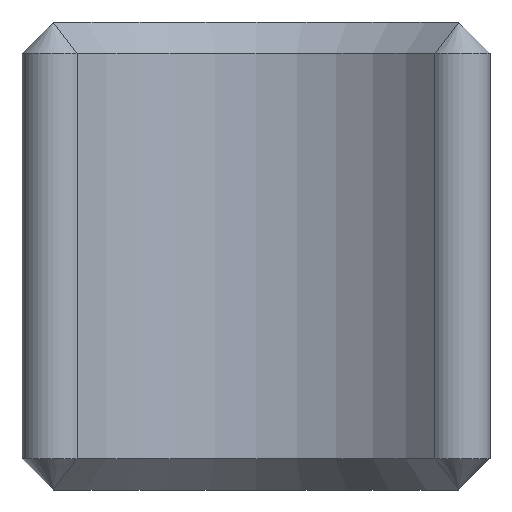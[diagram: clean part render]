
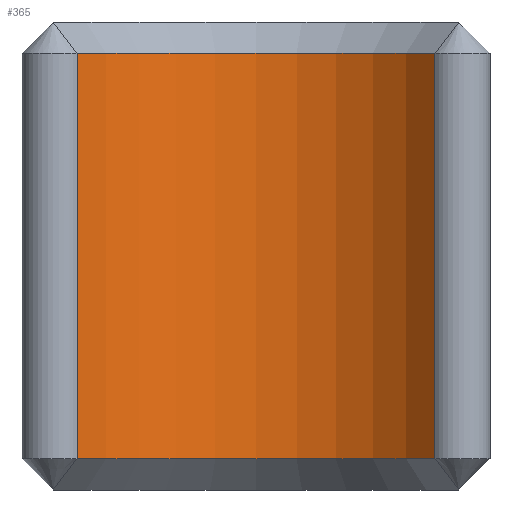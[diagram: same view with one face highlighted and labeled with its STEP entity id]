
A CAD part, left-side view. The second image highlights one B-rep face of the part: STEP entity #365.
In plain terms, the highlighted cylindrical face has radius 15 mm (diameter 30 mm), a partial arc.
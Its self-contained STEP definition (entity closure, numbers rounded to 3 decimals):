
#20=CYLINDRICAL_SURFACE('',#421,15.);
#53=FACE_OUTER_BOUND('',#79,.T.);
#79=EDGE_LOOP('',(#321,#322,#323,#324));
#82=CIRCLE('',#383,15.);
#93=CIRCLE('',#408,15.);
#126=LINE('',#633,#158);
#128=LINE('',#637,#160);
#158=VECTOR('',#530,10.);
#160=VECTOR('',#536,10.);
#161=VERTEX_POINT('',#543);
#164=VERTEX_POINT('',#548);
#181=VERTEX_POINT('',#610);
#183=VERTEX_POINT('',#614);
#188=EDGE_CURVE('',#164,#161,#82,.T.);
#221=EDGE_CURVE('',#183,#181,#93,.T.);
#230=EDGE_CURVE('',#161,#183,#126,.T.);
#232=EDGE_CURVE('',#181,#164,#128,.T.);
#321=ORIENTED_EDGE('',*,*,#188,.F.);
#322=ORIENTED_EDGE('',*,*,#232,.F.);
#323=ORIENTED_EDGE('',*,*,#221,.F.);
#324=ORIENTED_EDGE('',*,*,#230,.F.);
#365=ADVANCED_FACE('',(#53),#20,.F.);
#383=AXIS2_PLACEMENT_3D('',#550,#431,#432);
#408=AXIS2_PLACEMENT_3D('',#616,#503,#504);
#421=AXIS2_PLACEMENT_3D('',#638,#537,#538);
#431=DIRECTION('center_axis',(0.,0.,1.));
#432=DIRECTION('ref_axis',(1.,0.,0.));
#503=DIRECTION('center_axis',(0.,0.,-1.));
#504=DIRECTION('ref_axis',(1.,0.,0.));
#530=DIRECTION('',(0.,0.,1.));
#536=DIRECTION('',(0.,0.,-1.));
#537=DIRECTION('center_axis',(0.,0.,1.));
#538=DIRECTION('ref_axis',(1.,0.,0.));
#543=CARTESIAN_POINT('',(-20.334,11.471,2.));
#548=CARTESIAN_POINT('',(-20.334,-11.471,2.));
#550=CARTESIAN_POINT('Origin',(-30.,0.,2.));
#610=CARTESIAN_POINT('',(-20.334,-11.471,28.));
#614=CARTESIAN_POINT('',(-20.334,11.471,28.));
#616=CARTESIAN_POINT('Origin',(-30.,0.,28.));
#633=CARTESIAN_POINT('',(-20.334,11.471,0.));
#637=CARTESIAN_POINT('',(-20.334,-11.471,0.));
#638=CARTESIAN_POINT('Origin',(-30.,0.,0.));
